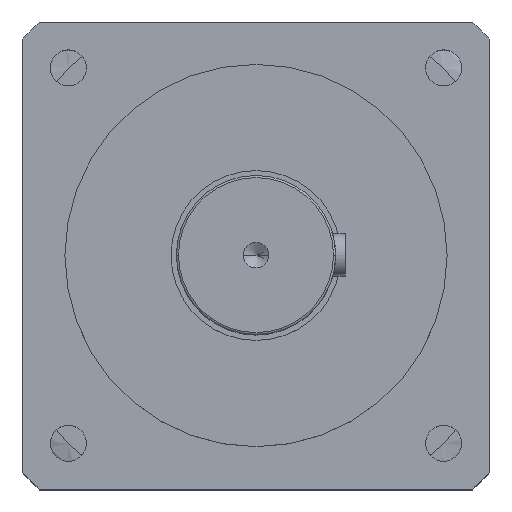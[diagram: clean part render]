
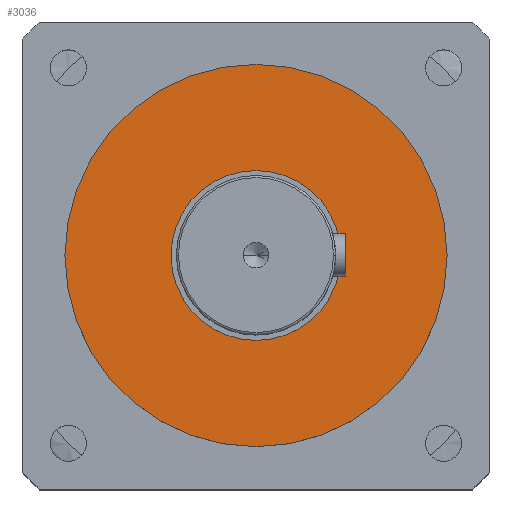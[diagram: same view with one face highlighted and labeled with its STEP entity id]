
A CAD part, top view. The second image highlights one B-rep face of the part: STEP entity #3036.
In plain terms, the highlighted planar face has unit normal (0, 0, 1).
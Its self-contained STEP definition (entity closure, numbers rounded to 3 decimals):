
#30 = PLANE ( 'NONE',  #9407 ) ;
#316 = DIRECTION ( 'NONE',  ( 1., 0., 0. ) ) ;
#855 = ORIENTED_EDGE ( 'NONE', *, *, #1239, .T. ) ;
#966 = ORIENTED_EDGE ( 'NONE', *, *, #1609, .F. ) ;
#1031 = AXIS2_PLACEMENT_3D ( 'NONE', #3521, #5975, #6199 ) ;
#1097 = CIRCLE ( 'NONE', #1031, 90. ) ;
#1153 = FACE_BOUND ( 'NONE', #8925, .T. ) ;
#1239 = EDGE_CURVE ( 'NONE', #6582, #3512, #1097, .T. ) ;
#1609 = EDGE_CURVE ( 'NONE', #1705, #4391, #4406, .T. ) ;
#1705 = VERTEX_POINT ( 'NONE', #3723 ) ;
#1736 = CIRCLE ( 'NONE', #4012, 90. ) ;
#2788 = CARTESIAN_POINT ( 'NONE',  ( 0., 0., -109. ) ) ;
#2881 = DIRECTION ( 'NONE',  ( 0., 0., -1. ) ) ;
#2954 = EDGE_CURVE ( 'NONE', #3512, #6582, #1736, .T. ) ;
#3036 = ADVANCED_FACE ( 'NONE', ( #1153, #4589 ), #30, .F. ) ;
#3061 = ORIENTED_EDGE ( 'NONE', *, *, #6372, .F. ) ;
#3082 = CARTESIAN_POINT ( 'NONE',  ( 0., 0., -109. ) ) ;
#3234 = DIRECTION ( 'NONE',  ( 1., 0., 0. ) ) ;
#3271 = DIRECTION ( 'NONE',  ( 0., 0., 1. ) ) ;
#3460 = CARTESIAN_POINT ( 'NONE',  ( -90., 0., -109. ) ) ;
#3508 = DIRECTION ( 'NONE',  ( 1., 0., 0. ) ) ;
#3512 = VERTEX_POINT ( 'NONE', #3460 ) ;
#3521 = CARTESIAN_POINT ( 'NONE',  ( 0., 0., -109. ) ) ;
#3664 = CARTESIAN_POINT ( 'NONE',  ( 0., 90., -109. ) ) ;
#3723 = CARTESIAN_POINT ( 'NONE',  ( -40., 0., -109. ) ) ;
#3958 = CIRCLE ( 'NONE', #8249, 40. ) ;
#4012 = AXIS2_PLACEMENT_3D ( 'NONE', #2788, #7894, #3508 ) ;
#4391 = VERTEX_POINT ( 'NONE', #8666 ) ;
#4406 = CIRCLE ( 'NONE', #9313, 40. ) ;
#4589 = FACE_OUTER_BOUND ( 'NONE', #6120, .T. ) ;
#4684 = DIRECTION ( 'NONE',  ( 0., 0., 1. ) ) ;
#5147 = DIRECTION ( 'NONE',  ( -1., 0., 0. ) ) ;
#5765 = CARTESIAN_POINT ( 'NONE',  ( 90., 0., -109. ) ) ;
#5975 = DIRECTION ( 'NONE',  ( 0., 0., 1. ) ) ;
#6120 = EDGE_LOOP ( 'NONE', ( #855, #8896 ) ) ;
#6199 = DIRECTION ( 'NONE',  ( 1., 0., 0. ) ) ;
#6372 = EDGE_CURVE ( 'NONE', #4391, #1705, #3958, .T. ) ;
#6582 = VERTEX_POINT ( 'NONE', #5765 ) ;
#7894 = DIRECTION ( 'NONE',  ( 0., 0., 1. ) ) ;
#8249 = AXIS2_PLACEMENT_3D ( 'NONE', #9059, #4684, #316 ) ;
#8666 = CARTESIAN_POINT ( 'NONE',  ( 40., 0., -109. ) ) ;
#8896 = ORIENTED_EDGE ( 'NONE', *, *, #2954, .T. ) ;
#8925 = EDGE_LOOP ( 'NONE', ( #3061, #966 ) ) ;
#9059 = CARTESIAN_POINT ( 'NONE',  ( 0., 0., -109. ) ) ;
#9313 = AXIS2_PLACEMENT_3D ( 'NONE', #3082, #3271, #3234 ) ;
#9407 = AXIS2_PLACEMENT_3D ( 'NONE', #3664, #2881, #5147 ) ;
